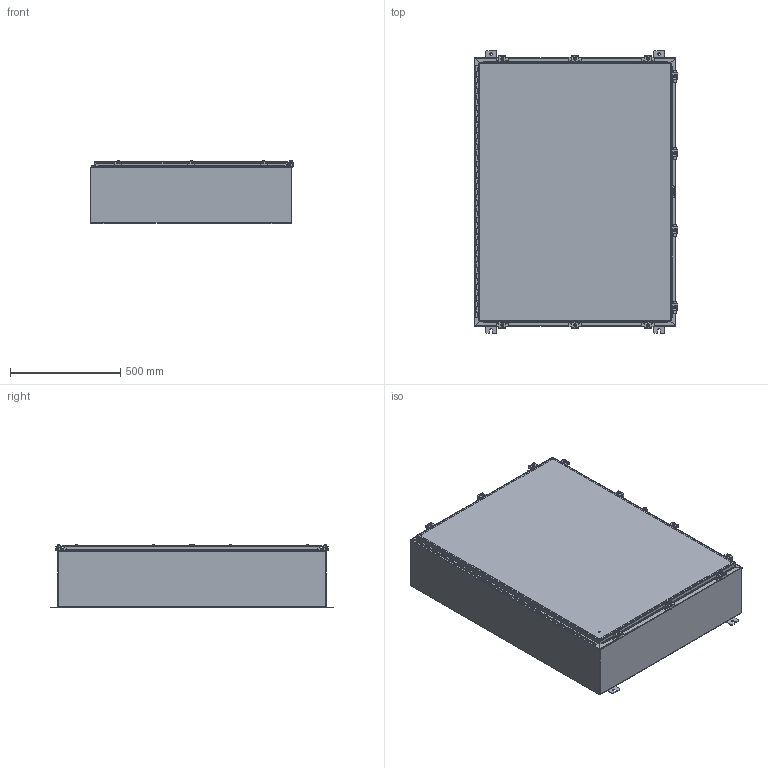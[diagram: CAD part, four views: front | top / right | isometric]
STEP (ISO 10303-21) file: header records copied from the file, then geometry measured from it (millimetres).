
FILE_DESCRIPTION (( 'STEP AP214' ), '1' );
FILE_NAME ('SSN4483610.STEP', '2016-02-10T14:12:54', ( '' ), ( '' ), 'SwSTEP 2.0', 'SolidWorks 2014', '' );
FILE_SCHEMA (( 'AUTOMOTIVE_DESIGN' ));
Length unit declared in the file: inch
Products named in the file (20): 32874-48L; 32874-48T; SSN44836LID; 46x34; 32912; 38846; SSN4483610BTB; 38412; 34871; SSN4483610LRS; 30818; SSN4483610; 30824; HFW30825-4; HFW30825-3; HFW30825-2; 30824-1; 38859; 32874-48; 32874-48P
Assembly tree (48 placements, depth 3):
  SSN4483610
    SSN4483610LRS  x2
    34871  x4
    38412
    SSN4483610BTB
    38846
    32912
    46x34
    SSN44836LID
    32874-48
      32874-48T
      32874-48L
      32874-48P
    38859  x8
    30824  x10
      30824-1
      HFW30825-2
      HFW30825-3
      HFW30825-4
    30818  x10
Bounding box: 922.29 x 1282.7 x 288.42 mm (x, y, z)
Volume: 7181201.7 mm3; surface area: 7497469.7 mm2
Topology: 73 solids, 73 shells, 2902 faces, 7611 edges, 4926 vertices
Faces by surface type: cylinder 1258, plane 1139, bspline 259, torus 126, cone 60, sphere 60
Entity records: 48640 total; most frequent: CARTESIAN_POINT 10950, DIRECTION 5858, ORIENTED_EDGE 5776, EDGE_CURVE 2888, AXIS2_PLACEMENT_3D 2048, VERTEX_POINT 1880, LINE 1762, VECTOR 1762
